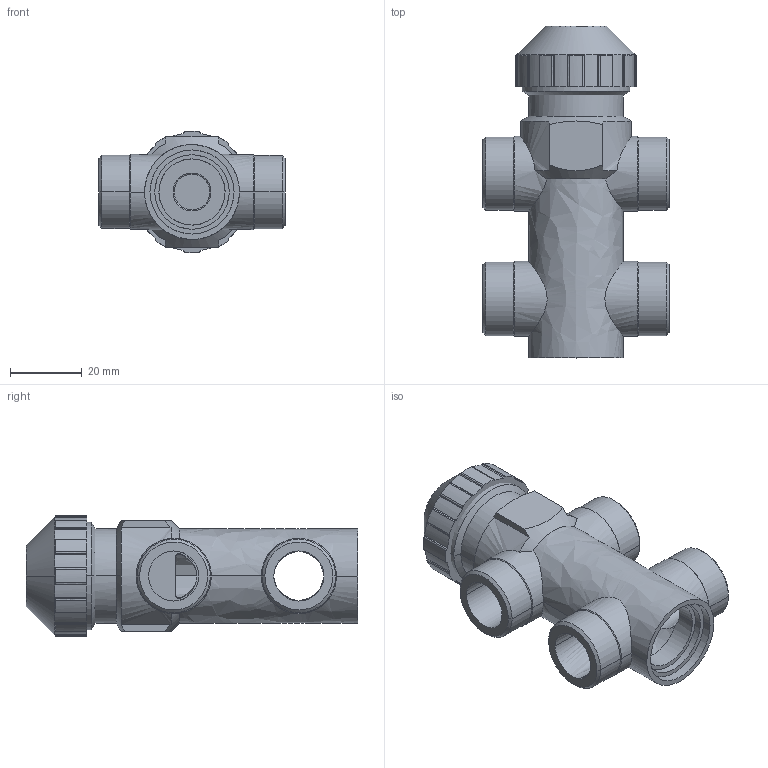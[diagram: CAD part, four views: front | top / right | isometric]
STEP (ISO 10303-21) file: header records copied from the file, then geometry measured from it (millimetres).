
FILE_DESCRIPTION (( 'STEP AP214' ), '1' );
FILE_NAME ('4-12.STEP', '2025-09-18T13:44:27', ( '微软用户' ), ( '微软中国' ), 'SwSTEP 2.0', 'SolidWorks 2021', '' );
FILE_SCHEMA (( 'AUTOMOTIVE_DESIGN' ));
Length unit declared in the file: millimetre
Products named in the file (1): 4-12
Bounding box: 52 x 92.77 x 34 mm (x, y, z)
Volume: 34419.2 mm3; surface area: 23562.4 mm2
Topology: 3 solids, 3 shells, 226 faces, 841 edges, 629 vertices
Faces by surface type: bspline 226
Entity records: 18148 total; most frequent: CARTESIAN_POINT 11219, ORIENTED_EDGE 1682, EDGE_CURVE 841, VERTEX_POINT 629, B_SPLINE_CURVE_WITH_KNOTS 452, EDGE_LOOP 244, UNCERTAINTY_MEASURE_WITH_UNIT 231, STYLED_ITEM 230
